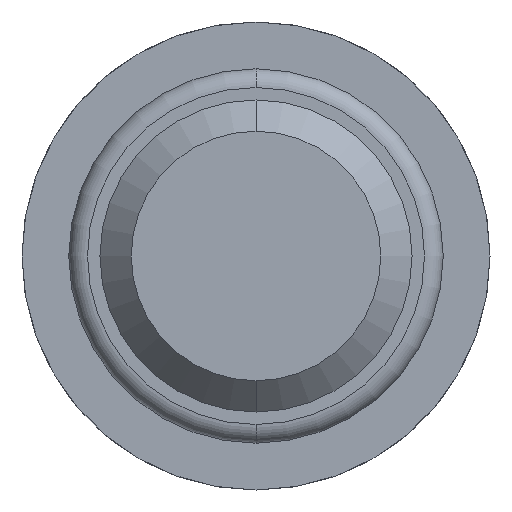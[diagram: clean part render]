
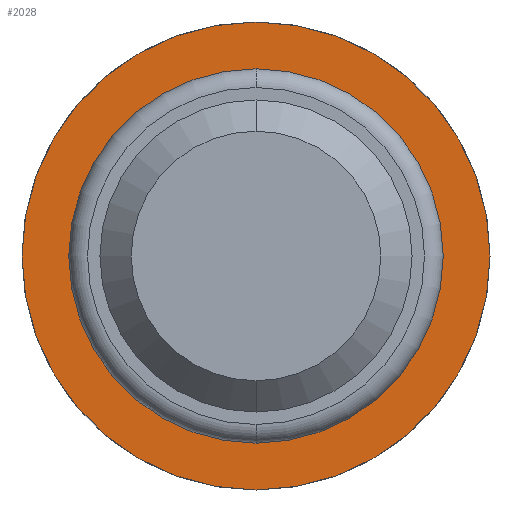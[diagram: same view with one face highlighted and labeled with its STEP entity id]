
A CAD part, front view. The second image highlights one B-rep face of the part: STEP entity #2028.
In plain terms, the highlighted planar face has unit normal (0, -1, 0).
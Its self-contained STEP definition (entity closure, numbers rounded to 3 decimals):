
#278 = CIRCLE ( 'NONE', #4106, 1.875 ) ;
#356 = DIRECTION ( 'NONE',  ( 0., 0., -1. ) ) ;
#388 = EDGE_LOOP ( 'NONE', ( #1396, #816 ) ) ;
#421 = ORIENTED_EDGE ( 'NONE', *, *, #2377, .T. ) ;
#621 = CARTESIAN_POINT ( 'NONE',  ( 0., 20., 0. ) ) ;
#644 = DIRECTION ( 'NONE',  ( 0., -1., 0. ) ) ;
#652 = VERTEX_POINT ( 'NONE', #821 ) ;
#816 = ORIENTED_EDGE ( 'NONE', *, *, #4169, .F. ) ;
#821 = CARTESIAN_POINT ( 'NONE',  ( 0., 20., 1.5 ) ) ;
#898 = AXIS2_PLACEMENT_3D ( 'NONE', #2032, #3465, #1012 ) ;
#977 = AXIS2_PLACEMENT_3D ( 'NONE', #3200, #1725, #356 ) ;
#978 = DIRECTION ( 'NONE',  ( 0., -1., 0. ) ) ;
#1012 = DIRECTION ( 'NONE',  ( 0., 0., -1. ) ) ;
#1021 = PLANE ( 'NONE',  #1643 ) ;
#1053 = CARTESIAN_POINT ( 'NONE',  ( 0., 20., 1.875 ) ) ;
#1396 = ORIENTED_EDGE ( 'NONE', *, *, #4123, .F. ) ;
#1643 = AXIS2_PLACEMENT_3D ( 'NONE', #2370, #644, #3108 ) ;
#1663 = ORIENTED_EDGE ( 'NONE', *, *, #1798, .T. ) ;
#1678 = FACE_OUTER_BOUND ( 'NONE', #4070, .T. ) ;
#1725 = DIRECTION ( 'NONE',  ( 0., -1., 0. ) ) ;
#1798 = EDGE_CURVE ( 'Defeature ausgef�hrt3_5+Defeature ausgef�hrt3_6+Defeature ausgef�hrt3_6+Defeature ausgef�hrt3_6', #3970, #4018, #2008, .T. ) ;
#2008 = CIRCLE ( 'NONE', #4439, 1.875 ) ;
#2028 = ADVANCED_FACE ( 'Defeature ausgef�hrt3_5', ( #1678, #4148 ), #1021, .T. ) ;
#2032 = CARTESIAN_POINT ( 'NONE',  ( 0., 20., 0. ) ) ;
#2353 = DIRECTION ( 'NONE',  ( 0., -1., 0. ) ) ;
#2370 = CARTESIAN_POINT ( 'NONE',  ( 1.5, 20., 0. ) ) ;
#2377 = EDGE_CURVE ( 'Defeature ausgef�hrt3_5+Defeature ausgef�hrt3_6+Defeature ausgef�hrt3_6+Defeature ausgef�hrt3_6', #4018, #3970, #278, .T. ) ;
#2742 = CIRCLE ( 'NONE', #898, 1.5 ) ;
#3057 = DIRECTION ( 'NONE',  ( 0., 0., -1. ) ) ;
#3108 = DIRECTION ( 'NONE',  ( 0., 0., -1. ) ) ;
#3200 = CARTESIAN_POINT ( 'NONE',  ( 0., 20., 0. ) ) ;
#3447 = CARTESIAN_POINT ( 'NONE',  ( 0., 20., -1.5 ) ) ;
#3452 = DIRECTION ( 'NONE',  ( 0., 0., -1. ) ) ;
#3465 = DIRECTION ( 'NONE',  ( 0., -1., 0. ) ) ;
#3860 = CIRCLE ( 'NONE', #977, 1.5 ) ;
#3867 = CARTESIAN_POINT ( 'NONE',  ( 0., 20., -1.875 ) ) ;
#3970 = VERTEX_POINT ( 'NONE', #3867 ) ;
#4018 = VERTEX_POINT ( 'NONE', #1053 ) ;
#4070 = EDGE_LOOP ( 'NONE', ( #1663, #421 ) ) ;
#4106 = AXIS2_PLACEMENT_3D ( 'NONE', #621, #978, #3452 ) ;
#4123 = EDGE_CURVE ( 'Defeature ausgef�hrt3_4+Defeature ausgef�hrt3_5+Defeature ausgef�hrt3_5+Defeature ausgef�hrt3_5', #4522, #652, #3860, .T. ) ;
#4131 = CARTESIAN_POINT ( 'NONE',  ( 0., 20., 0. ) ) ;
#4148 = FACE_BOUND ( 'NONE', #388, .T. ) ;
#4169 = EDGE_CURVE ( 'Defeature ausgef�hrt3_4+Defeature ausgef�hrt3_5+Defeature ausgef�hrt3_5+Defeature ausgef�hrt3_5', #652, #4522, #2742, .T. ) ;
#4439 = AXIS2_PLACEMENT_3D ( 'NONE', #4131, #2353, #3057 ) ;
#4522 = VERTEX_POINT ( 'NONE', #3447 ) ;
